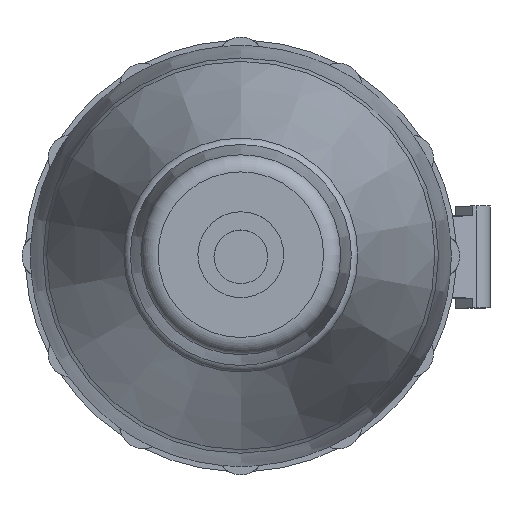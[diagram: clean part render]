
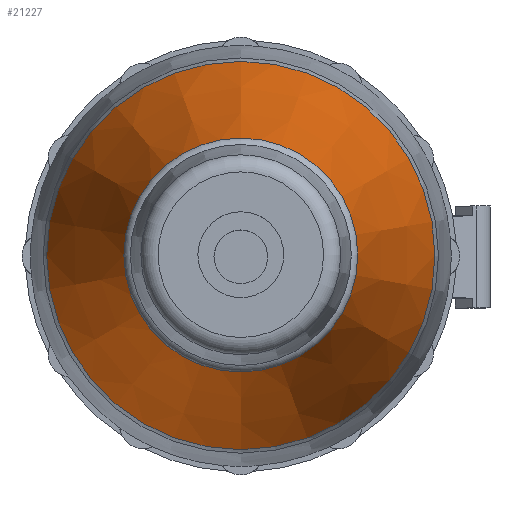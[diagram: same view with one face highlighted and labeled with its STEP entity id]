
A CAD part, top view. The second image highlights one B-rep face of the part: STEP entity #21227.
In plain terms, the highlighted conical face has half-angle 15 degrees and reference radius 7.266 mm.
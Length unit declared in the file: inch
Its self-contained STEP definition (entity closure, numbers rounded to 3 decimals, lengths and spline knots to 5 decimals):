
#169=CONICAL_SURFACE('',#22681,0.28605,0.262);
#3052=FACE_OUTER_BOUND('',#4209,.T.);
#4209=EDGE_LOOP('',(#17939,#17940,#17941,#17942,#17943,#17944,#17945,#17946));
#4929=CIRCLE('',#22677,0.21454);
#4930=CIRCLE('',#22678,0.21454);
#4931=CIRCLE('',#22679,0.21454);
#4933=CIRCLE('',#22682,0.35612);
#4934=CIRCLE('',#22683,0.35612);
#4935=CIRCLE('',#22684,0.35612);
#6254=LINE('',#48494,#7670);
#7670=VECTOR('',#26731,0.28605);
#9550=VERTEX_POINT('',#48480);
#9551=VERTEX_POINT('',#48482);
#9552=VERTEX_POINT('',#48484);
#9553=VERTEX_POINT('',#48489);
#9554=VERTEX_POINT('',#48490);
#9555=VERTEX_POINT('',#48492);
#12417=EDGE_CURVE('',#9550,#9551,#4929,.T.);
#12418=EDGE_CURVE('',#9551,#9552,#4930,.T.);
#12419=EDGE_CURVE('',#9552,#9550,#4931,.T.);
#12421=EDGE_CURVE('',#9553,#9554,#4933,.T.);
#12422=EDGE_CURVE('',#9555,#9553,#4934,.T.);
#12423=EDGE_CURVE('',#9555,#9551,#6254,.T.);
#12424=EDGE_CURVE('',#9554,#9555,#4935,.T.);
#17939=ORIENTED_EDGE('',*,*,#12421,.F.);
#17940=ORIENTED_EDGE('',*,*,#12422,.F.);
#17941=ORIENTED_EDGE('',*,*,#12423,.T.);
#17942=ORIENTED_EDGE('',*,*,#12417,.F.);
#17943=ORIENTED_EDGE('',*,*,#12419,.F.);
#17944=ORIENTED_EDGE('',*,*,#12418,.F.);
#17945=ORIENTED_EDGE('',*,*,#12423,.F.);
#17946=ORIENTED_EDGE('',*,*,#12424,.F.);
#21227=ADVANCED_FACE('',(#3052),#169,.T.);
#22677=AXIS2_PLACEMENT_3D('',#48483,#26717,#26718);
#22678=AXIS2_PLACEMENT_3D('',#48485,#26719,#26720);
#22679=AXIS2_PLACEMENT_3D('',#48486,#26721,#26722);
#22681=AXIS2_PLACEMENT_3D('',#48488,#26725,#26726);
#22682=AXIS2_PLACEMENT_3D('',#48491,#26727,#26728);
#22683=AXIS2_PLACEMENT_3D('',#48493,#26729,#26730);
#22684=AXIS2_PLACEMENT_3D('',#48495,#26732,#26733);
#26717=DIRECTION('center_axis',(0.,0.,
1.));
#26718=DIRECTION('ref_axis',(0.,-1.,0.));
#26719=DIRECTION('center_axis',(0.,0.,
1.));
#26720=DIRECTION('ref_axis',(0.,-1.,0.));
#26721=DIRECTION('center_axis',(0.,0.,
1.));
#26722=DIRECTION('ref_axis',(0.,-1.,0.));
#26725=DIRECTION('center_axis',(0.,0.,
-1.));
#26726=DIRECTION('ref_axis',(0.,1.,0.));
#26727=DIRECTION('center_axis',(0.,0.,
-1.));
#26728=DIRECTION('ref_axis',(0.,-1.,0.));
#26729=DIRECTION('center_axis',(0.,0.,
-1.));
#26730=DIRECTION('ref_axis',(0.,-1.,0.));
#26731=DIRECTION('',(0.,0.259,0.966));
#26732=DIRECTION('center_axis',(0.,0.,
-1.));
#26733=DIRECTION('ref_axis',(0.,-1.,0.));
#48480=CARTESIAN_POINT('',(-0.21454,0.,2.68556));
#48482=CARTESIAN_POINT('',(0.,-0.21454,2.68556));
#48483=CARTESIAN_POINT('Origin',(0.,0.,
2.68556));
#48484=CARTESIAN_POINT('',(0.,0.21454,2.68556));
#48485=CARTESIAN_POINT('Origin',(0.,0.,
2.68556));
#48486=CARTESIAN_POINT('Origin',(0.,0.,
2.68556));
#48488=CARTESIAN_POINT('Origin',(0.,0.,
2.41866));
#48489=CARTESIAN_POINT('',(0.,0.35612,2.15715));
#48490=CARTESIAN_POINT('',(0.35612,0.,2.15715));
#48491=CARTESIAN_POINT('Origin',(0.,0.,
2.15715));
#48492=CARTESIAN_POINT('',(0.,-0.35612,2.15715));
#48493=CARTESIAN_POINT('Origin',(0.,0.,
2.15715));
#48494=CARTESIAN_POINT('',(0.,-0.28605,2.41866));
#48495=CARTESIAN_POINT('Origin',(0.,0.,
2.15715));
